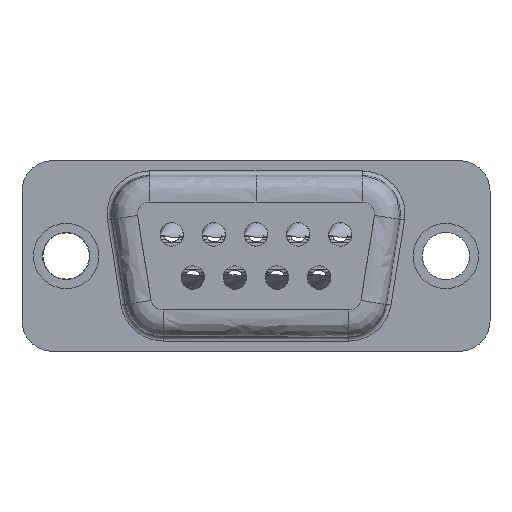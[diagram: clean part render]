
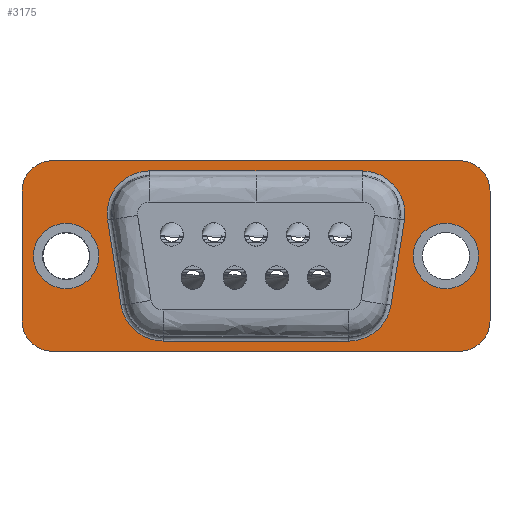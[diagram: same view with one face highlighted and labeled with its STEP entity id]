
A CAD part, front view. The second image highlights one B-rep face of the part: STEP entity #3175.
In plain terms, the highlighted planar face has unit normal (0, -1, 0).
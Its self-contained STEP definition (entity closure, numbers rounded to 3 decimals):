
#54=B_SPLINE_CURVE_WITH_KNOTS('',3,(#5230,#5231,#5232,#5233),
 .UNSPECIFIED.,.F.,.F.,(4,4),(0.,0.006),.UNSPECIFIED.);
#55=B_SPLINE_CURVE_WITH_KNOTS('',3,(#5236,#5237,#5238,#5239,#5240),
 .UNSPECIFIED.,.F.,.F.,(4,1,4),(0.,0.002,0.004),
 .UNSPECIFIED.);
#56=B_SPLINE_CURVE_WITH_KNOTS('',3,(#5242,#5243,#5244,#5245),
 .UNSPECIFIED.,.F.,.F.,(4,4),(0.,0.012),.UNSPECIFIED.);
#57=B_SPLINE_CURVE_WITH_KNOTS('',3,(#5247,#5248,#5249,#5250,#5251),
 .UNSPECIFIED.,.F.,.F.,(4,1,4),(0.,0.002,0.004),
 .UNSPECIFIED.);
#58=B_SPLINE_CURVE_WITH_KNOTS('',3,(#5253,#5254,#5255,#5256),
 .UNSPECIFIED.,.F.,.F.,(4,4),(0.,0.006),.UNSPECIFIED.);
#59=B_SPLINE_CURVE_WITH_KNOTS('',3,(#5258,#5259,#5260,#5261,#5262),
 .UNSPECIFIED.,.F.,.F.,(4,1,4),(0.,0.002,0.005),
 .UNSPECIFIED.);
#60=B_SPLINE_CURVE_WITH_KNOTS('',3,(#5266,#5267,#5268,#5269,#5270),
 .UNSPECIFIED.,.F.,.F.,(4,1,4),(0.,0.002,0.005),
 .UNSPECIFIED.);
#291=LINE('',#5264,#504);
#292=LINE('',#5274,#505);
#293=LINE('',#5278,#506);
#294=LINE('',#5282,#507);
#295=LINE('',#5286,#508);
#504=VECTOR('',#4332,1000.);
#505=VECTOR('',#4335,1000.);
#506=VECTOR('',#4338,1000.);
#507=VECTOR('',#4341,1000.);
#508=VECTOR('',#4344,1000.);
#623=PLANE('',#3550);
#1294=ORIENTED_EDGE('',*,*,#1898,.T.);
#1295=ORIENTED_EDGE('',*,*,#1899,.T.);
#1296=ORIENTED_EDGE('',*,*,#1900,.T.);
#1297=ORIENTED_EDGE('',*,*,#1901,.T.);
#1298=ORIENTED_EDGE('',*,*,#1902,.T.);
#1299=ORIENTED_EDGE('',*,*,#1903,.T.);
#1300=ORIENTED_EDGE('',*,*,#1904,.T.);
#1301=ORIENTED_EDGE('',*,*,#1905,.T.);
#1302=ORIENTED_EDGE('',*,*,#1906,.T.);
#1303=ORIENTED_EDGE('',*,*,#1907,.T.);
#1304=ORIENTED_EDGE('',*,*,#1908,.F.);
#1305=ORIENTED_EDGE('',*,*,#1909,.F.);
#1306=ORIENTED_EDGE('',*,*,#1910,.F.);
#1307=ORIENTED_EDGE('',*,*,#1911,.F.);
#1308=ORIENTED_EDGE('',*,*,#1912,.F.);
#1309=ORIENTED_EDGE('',*,*,#1913,.F.);
#1310=ORIENTED_EDGE('',*,*,#1914,.F.);
#1311=ORIENTED_EDGE('',*,*,#1915,.F.);
#1898=EDGE_CURVE('',#2248,#2248,#2497,.T.);
#1899=EDGE_CURVE('',#2249,#2249,#2498,.T.);
#1900=EDGE_CURVE('',#2250,#2251,#54,.T.);
#1901=EDGE_CURVE('',#2251,#2252,#55,.T.);
#1902=EDGE_CURVE('',#2252,#2253,#56,.T.);
#1903=EDGE_CURVE('',#2253,#2254,#57,.T.);
#1904=EDGE_CURVE('',#2254,#2255,#58,.T.);
#1905=EDGE_CURVE('',#2255,#2256,#59,.T.);
#1906=EDGE_CURVE('',#2256,#2257,#291,.F.);
#1907=EDGE_CURVE('',#2257,#2250,#60,.T.);
#1908=EDGE_CURVE('',#2258,#2259,#2499,.T.);
#1909=EDGE_CURVE('',#2260,#2258,#292,.T.);
#1910=EDGE_CURVE('',#2261,#2260,#2500,.T.);
#1911=EDGE_CURVE('',#2262,#2261,#293,.T.);
#1912=EDGE_CURVE('',#2263,#2262,#2501,.T.);
#1913=EDGE_CURVE('',#2264,#2263,#294,.T.);
#1914=EDGE_CURVE('',#2265,#2264,#2502,.T.);
#1915=EDGE_CURVE('',#2259,#2265,#295,.T.);
#2248=VERTEX_POINT('',#5227);
#2249=VERTEX_POINT('',#5229);
#2250=VERTEX_POINT('',#5234);
#2251=VERTEX_POINT('',#5235);
#2252=VERTEX_POINT('',#5241);
#2253=VERTEX_POINT('',#5246);
#2254=VERTEX_POINT('',#5252);
#2255=VERTEX_POINT('',#5257);
#2256=VERTEX_POINT('',#5263);
#2257=VERTEX_POINT('',#5265);
#2258=VERTEX_POINT('',#5272);
#2259=VERTEX_POINT('',#5273);
#2260=VERTEX_POINT('',#5275);
#2261=VERTEX_POINT('',#5277);
#2262=VERTEX_POINT('',#5279);
#2263=VERTEX_POINT('',#5281);
#2264=VERTEX_POINT('',#5283);
#2265=VERTEX_POINT('',#5285);
#2497=CIRCLE('',#3551,2.15);
#2498=CIRCLE('',#3552,2.15);
#2499=CIRCLE('',#3553,2.);
#2500=CIRCLE('',#3554,2.);
#2501=CIRCLE('',#3555,2.);
#2502=CIRCLE('',#3556,2.);
#2725=EDGE_LOOP('',(#1294));
#2726=EDGE_LOOP('',(#1295));
#2727=EDGE_LOOP('',(#1296,#1297,#1298,#1299,#1300,#1301,#1302,#1303));
#2728=EDGE_LOOP('',(#1304,#1305,#1306,#1307,#1308,#1309,#1310,#1311));
#2964=FACE_BOUND('',#2725,.T.);
#2965=FACE_BOUND('',#2726,.T.);
#2966=FACE_BOUND('',#2727,.T.);
#2967=FACE_BOUND('',#2728,.T.);
#3175=ADVANCED_FACE('',(#2964,#2965,#2966,#2967),#623,.F.);
#3550=AXIS2_PLACEMENT_3D('',#5225,#4326,#4327);
#3551=AXIS2_PLACEMENT_3D('',#5226,#4328,#4329);
#3552=AXIS2_PLACEMENT_3D('',#5228,#4330,#4331);
#3553=AXIS2_PLACEMENT_3D('',#5271,#4333,#4334);
#3554=AXIS2_PLACEMENT_3D('',#5276,#4336,#4337);
#3555=AXIS2_PLACEMENT_3D('',#5280,#4339,#4340);
#3556=AXIS2_PLACEMENT_3D('',#5284,#4342,#4343);
#4326=DIRECTION('',(0.,1.,0.));
#4327=DIRECTION('',(0.,0.,1.));
#4328=DIRECTION('',(0.,1.,0.));
#4329=DIRECTION('',(1.,0.,0.));
#4330=DIRECTION('',(0.,1.,0.));
#4331=DIRECTION('',(1.,0.,0.));
#4332=DIRECTION('',(-1.,0.,0.));
#4333=DIRECTION('',(0.,1.,0.));
#4334=DIRECTION('',(1.,0.,0.));
#4335=DIRECTION('',(0.,0.,1.));
#4336=DIRECTION('',(0.,1.,0.));
#4337=DIRECTION('',(1.,0.,0.));
#4338=DIRECTION('',(-1.,0.,0.));
#4339=DIRECTION('',(0.,1.,0.));
#4340=DIRECTION('',(1.,0.,0.));
#4341=DIRECTION('',(0.,0.,-1.));
#4342=DIRECTION('',(0.,1.,0.));
#4343=DIRECTION('',(-1.,0.,0.));
#4344=DIRECTION('',(1.,0.,0.));
#5225=CARTESIAN_POINT('',(-13.4,-0.4,4.275));
#5226=CARTESIAN_POINT('',(12.495,-0.4,0.));
#5227=CARTESIAN_POINT('',(14.645,-0.4,0.));
#5228=CARTESIAN_POINT('',(-12.495,-0.4,0.));
#5229=CARTESIAN_POINT('',(-10.345,-0.4,0.));
#5230=CARTESIAN_POINT('',(9.766,-0.4,2.362));
#5231=CARTESIAN_POINT('',(9.47,-0.4,0.495));
#5232=CARTESIAN_POINT('',(9.174,-0.4,-1.371));
#5233=CARTESIAN_POINT('',(8.879,-0.4,-3.238));
#5234=CARTESIAN_POINT('',(9.766,-0.4,2.362));
#5235=CARTESIAN_POINT('',(8.879,-0.4,-3.238));
#5236=CARTESIAN_POINT('',(8.879,-0.4,-3.238));
#5237=CARTESIAN_POINT('',(8.774,-0.4,-3.897));
#5238=CARTESIAN_POINT('',(8.082,-0.4,-5.114));
#5239=CARTESIAN_POINT('',(6.78,-0.4,-5.6));
#5240=CARTESIAN_POINT('',(6.113,-0.4,-5.6));
#5241=CARTESIAN_POINT('',(6.113,-0.4,-5.6));
#5242=CARTESIAN_POINT('',(6.113,-0.4,-5.6));
#5243=CARTESIAN_POINT('',(2.038,-0.4,-5.6));
#5244=CARTESIAN_POINT('',(-2.038,-0.4,-5.6));
#5245=CARTESIAN_POINT('',(-6.113,-0.4,-5.6));
#5246=CARTESIAN_POINT('',(-6.113,-0.4,-5.6));
#5247=CARTESIAN_POINT('',(-6.113,-0.4,-5.6));
#5248=CARTESIAN_POINT('',(-6.78,-0.4,-5.6));
#5249=CARTESIAN_POINT('',(-8.09,-0.4,-5.106));
#5250=CARTESIAN_POINT('',(-8.774,-0.4,-3.897));
#5251=CARTESIAN_POINT('',(-8.879,-0.4,-3.238));
#5252=CARTESIAN_POINT('',(-8.879,-0.4,-3.238));
#5253=CARTESIAN_POINT('',(-8.879,-0.4,-3.238));
#5254=CARTESIAN_POINT('',(-9.174,-0.4,-1.371));
#5255=CARTESIAN_POINT('',(-9.47,-0.4,0.495));
#5256=CARTESIAN_POINT('',(-9.766,-0.4,2.362));
#5257=CARTESIAN_POINT('',(-9.766,-0.4,2.362));
#5258=CARTESIAN_POINT('',(-9.766,-0.4,2.362));
#5259=CARTESIAN_POINT('',(-9.893,-0.4,3.167));
#5260=CARTESIAN_POINT('',(-9.402,-0.4,4.856));
#5261=CARTESIAN_POINT('',(-7.815,-0.4,5.6));
#5262=CARTESIAN_POINT('',(-7.,-0.4,5.6));
#5263=CARTESIAN_POINT('',(-7.,-0.4,5.6));
#5264=CARTESIAN_POINT('',(-13.4,-0.4,5.6));
#5265=CARTESIAN_POINT('',(7.,-0.4,5.6));
#5266=CARTESIAN_POINT('',(7.,-0.4,5.6));
#5267=CARTESIAN_POINT('',(7.815,-0.4,5.6));
#5268=CARTESIAN_POINT('',(9.407,-0.4,4.851));
#5269=CARTESIAN_POINT('',(9.893,-0.4,3.167));
#5270=CARTESIAN_POINT('',(9.766,-0.4,2.362));
#5271=CARTESIAN_POINT('',(-13.4,-0.4,4.275));
#5272=CARTESIAN_POINT('',(-15.4,-0.4,4.275));
#5273=CARTESIAN_POINT('',(-13.4,-0.4,6.275));
#5274=CARTESIAN_POINT('',(-15.4,-0.4,-4.275));
#5275=CARTESIAN_POINT('',(-15.4,-0.4,-4.275));
#5276=CARTESIAN_POINT('',(-13.4,-0.4,-4.275));
#5277=CARTESIAN_POINT('',(-13.4,-0.4,-6.275));
#5278=CARTESIAN_POINT('',(13.4,-0.4,-6.275));
#5279=CARTESIAN_POINT('',(13.4,-0.4,-6.275));
#5280=CARTESIAN_POINT('',(13.4,-0.4,-4.275));
#5281=CARTESIAN_POINT('',(15.4,-0.4,-4.275));
#5282=CARTESIAN_POINT('',(15.4,-0.4,4.275));
#5283=CARTESIAN_POINT('',(15.4,-0.4,4.275));
#5284=CARTESIAN_POINT('',(13.4,-0.4,4.275));
#5285=CARTESIAN_POINT('',(13.4,-0.4,6.275));
#5286=CARTESIAN_POINT('',(-13.4,-0.4,6.275));
